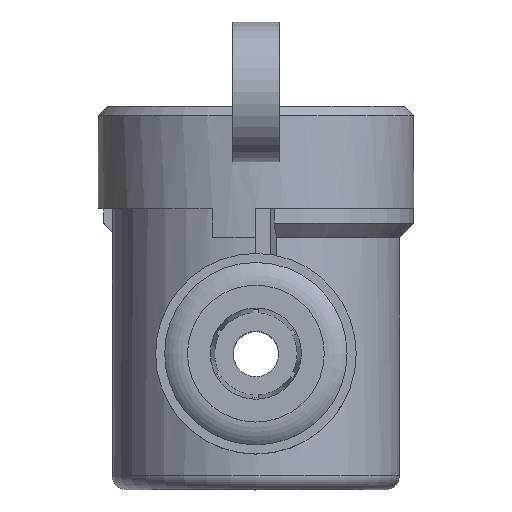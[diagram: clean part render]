
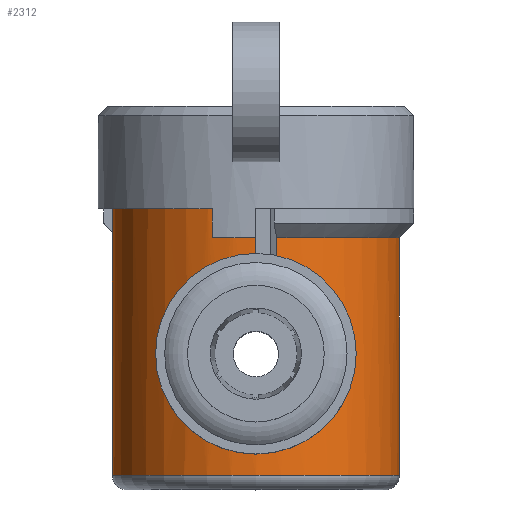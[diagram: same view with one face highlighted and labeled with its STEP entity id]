
A CAD part, top view. The second image highlights one B-rep face of the part: STEP entity #2312.
In plain terms, the highlighted cylindrical face has radius 12.598 mm (diameter 25.197 mm), a full revolution.
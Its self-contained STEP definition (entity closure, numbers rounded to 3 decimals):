
#15=B_SPLINE_CURVE_WITH_KNOTS('',3,(#3670,#3671,#3672,#3673,#3674,#3675,
#3676,#3677,#3678,#3679,#3680,#3681,#3682,#3683,#3684,#3685,#3686,#3687,
#3688,#3689,#3690,#3691,#3692,#3693,#3694,#3695,#3696,#3697,#3698,#3699,
#3700,#3701,#3702,#3703),.UNSPECIFIED.,.T.,.F.,(4,2,2,2,2,2,2,2,2,2,2,2,
2,2,2,2,4),(0.,0.23,0.461,0.691,0.921,
1.15,1.38,1.611,1.841,2.072,
2.302,2.532,2.762,2.992,3.222,
3.452,3.682),.UNSPECIFIED.);
#16=B_SPLINE_CURVE_WITH_KNOTS('',3,(#3749,#3750,#3751,#3752,#3753,#3754,
#3755,#3756,#3757,#3758,#3759,#3760,#3761,#3762,#3763,#3764,#3765,#3766),
 .UNSPECIFIED.,.F.,.F.,(4,2,2,2,2,2,2,2,4),(0.921,1.15,
1.38,1.611,1.841,2.072,2.302,
2.532,2.762),.UNSPECIFIED.);
#17=B_SPLINE_CURVE_WITH_KNOTS('',3,(#3777,#3778,#3779,#3780,#3781,#3782,
#3783,#3784,#3785,#3786,#3787,#3788,#3789,#3790,#3791,#3792,#3793,#3794,
#3795),.UNSPECIFIED.,.F.,.F.,(4,2,2,2,3,2,2,2,4),(-0.741,-0.691,
-0.461,-0.23,0.,0.23,0.461,
0.691,0.921),.UNSPECIFIED.);
#93=FACE_BOUND('',#414,.T.);
#271=FACE_OUTER_BOUND('',#413,.T.);
#413=EDGE_LOOP('',(#1820,#1821,#1822,#1823,#1824,#1825,#1826,#1827,#1828,
#1829,#1830));
#414=EDGE_LOOP('',(#1831));
#605=LINE('',#3747,#766);
#606=LINE('',#3768,#767);
#607=LINE('',#3772,#768);
#608=LINE('',#3776,#769);
#766=VECTOR('',#3024,12.598);
#767=VECTOR('',#3025,1000.);
#768=VECTOR('',#3028,1000.);
#769=VECTOR('',#3031,1000.);
#867=CIRCLE('',#2485,12.598);
#868=CIRCLE('',#2486,12.598);
#899=CIRCLE('',#2535,12.598);
#900=CIRCLE('',#2536,12.598);
#1038=VERTEX_POINT('',#3616);
#1039=VERTEX_POINT('',#3617);
#1055=VERTEX_POINT('',#3668);
#1069=VERTEX_POINT('',#3746);
#1070=VERTEX_POINT('',#3748);
#1071=VERTEX_POINT('',#3767);
#1072=VERTEX_POINT('',#3769);
#1073=VERTEX_POINT('',#3771);
#1074=VERTEX_POINT('',#3773);
#1075=VERTEX_POINT('',#3775);
#1302=EDGE_CURVE('',#1038,#1039,#867,.T.);
#1303=EDGE_CURVE('',#1039,#1038,#868,.T.);
#1329=EDGE_CURVE('',#1055,#1055,#15,.T.);
#1351=EDGE_CURVE('',#1038,#1069,#605,.T.);
#1352=EDGE_CURVE('',#1069,#1070,#16,.T.);
#1353=EDGE_CURVE('',#1070,#1071,#606,.T.);
#1354=EDGE_CURVE('',#1071,#1072,#899,.T.);
#1355=EDGE_CURVE('',#1073,#1072,#607,.T.);
#1356=EDGE_CURVE('',#1074,#1073,#900,.T.);
#1357=EDGE_CURVE('',#1075,#1074,#608,.T.);
#1358=EDGE_CURVE('',#1075,#1069,#17,.T.);
#1820=ORIENTED_EDGE('',*,*,#1302,.T.);
#1821=ORIENTED_EDGE('',*,*,#1303,.T.);
#1822=ORIENTED_EDGE('',*,*,#1351,.T.);
#1823=ORIENTED_EDGE('',*,*,#1352,.T.);
#1824=ORIENTED_EDGE('',*,*,#1353,.T.);
#1825=ORIENTED_EDGE('',*,*,#1354,.T.);
#1826=ORIENTED_EDGE('',*,*,#1355,.F.);
#1827=ORIENTED_EDGE('',*,*,#1356,.F.);
#1828=ORIENTED_EDGE('',*,*,#1357,.F.);
#1829=ORIENTED_EDGE('',*,*,#1358,.T.);
#1830=ORIENTED_EDGE('',*,*,#1351,.F.);
#1831=ORIENTED_EDGE('',*,*,#1329,.T.);
#2249=CYLINDRICAL_SURFACE('',#2534,12.598);
#2312=ADVANCED_FACE('',(#271,#93),#2249,.T.);
#2485=AXIS2_PLACEMENT_3D('',#3618,#2909,#2910);
#2486=AXIS2_PLACEMENT_3D('',#3619,#2911,#2912);
#2534=AXIS2_PLACEMENT_3D('',#3745,#3022,#3023);
#2535=AXIS2_PLACEMENT_3D('',#3770,#3026,#3027);
#2536=AXIS2_PLACEMENT_3D('',#3774,#3029,#3030);
#2909=DIRECTION('center_axis',(0.,1.,0.));
#2910=DIRECTION('ref_axis',(0.,0.,1.));
#2911=DIRECTION('center_axis',(0.,1.,0.));
#2912=DIRECTION('ref_axis',(0.,0.,1.));
#3022=DIRECTION('center_axis',(0.,-1.,0.));
#3023=DIRECTION('ref_axis',(0.,0.,-1.));
#3024=DIRECTION('',(0.,1.,0.));
#3025=DIRECTION('',(0.,1.,0.));
#3026=DIRECTION('center_axis',(0.,-1.,0.));
#3027=DIRECTION('ref_axis',(0.,0.,-1.));
#3028=DIRECTION('',(0.,1.,0.));
#3029=DIRECTION('center_axis',(0.,1.,0.));
#3030=DIRECTION('ref_axis',(0.,0.,1.));
#3031=DIRECTION('',(0.,1.,0.));
#3616=CARTESIAN_POINT('',(0.,-10.63,12.598));
#3617=CARTESIAN_POINT('',(0.,-10.63,-12.598));
#3618=CARTESIAN_POINT('Origin',(0.,-10.63,0.));
#3619=CARTESIAN_POINT('Origin',(0.,-10.63,0.));
#3668=CARTESIAN_POINT('',(0.,-6.,-12.598));
#3670=CARTESIAN_POINT('Ctrl Pts',(6.,0.,-11.078));
#3671=CARTESIAN_POINT('Ctrl Pts',(6.,0.768,-11.078));
#3672=CARTESIAN_POINT('Ctrl Pts',(5.844,1.577,-11.166));
#3673=CARTESIAN_POINT('Ctrl Pts',(5.228,3.05,-11.467));
#3674=CARTESIAN_POINT('Ctrl Pts',(4.769,3.716,-11.674));
#3675=CARTESIAN_POINT('Ctrl Pts',(3.717,4.768,-12.05));
#3676=CARTESIAN_POINT('Ctrl Pts',(3.051,5.228,-12.246));
#3677=CARTESIAN_POINT('Ctrl Pts',(1.576,5.844,-12.522));
#3678=CARTESIAN_POINT('Ctrl Pts',(0.766,6.,-12.598));
#3679=CARTESIAN_POINT('Ctrl Pts',(-0.766,6.,-12.598));
#3680=CARTESIAN_POINT('Ctrl Pts',(-1.576,5.844,-12.522));
#3681=CARTESIAN_POINT('Ctrl Pts',(-3.051,5.228,-12.246));
#3682=CARTESIAN_POINT('Ctrl Pts',(-3.717,4.768,-12.05));
#3683=CARTESIAN_POINT('Ctrl Pts',(-4.769,3.716,-11.674));
#3684=CARTESIAN_POINT('Ctrl Pts',(-5.228,3.05,-11.467));
#3685=CARTESIAN_POINT('Ctrl Pts',(-5.844,1.577,-11.166));
#3686=CARTESIAN_POINT('Ctrl Pts',(-6.,0.768,-11.078));
#3687=CARTESIAN_POINT('Ctrl Pts',(-6.,-0.768,-11.078));
#3688=CARTESIAN_POINT('Ctrl Pts',(-5.844,-1.577,-11.166));
#3689=CARTESIAN_POINT('Ctrl Pts',(-5.228,-3.05,-11.467));
#3690=CARTESIAN_POINT('Ctrl Pts',(-4.769,-3.716,-11.674));
#3691=CARTESIAN_POINT('Ctrl Pts',(-3.717,-4.768,-12.05));
#3692=CARTESIAN_POINT('Ctrl Pts',(-3.051,-5.228,-12.246));
#3693=CARTESIAN_POINT('Ctrl Pts',(-1.576,-5.844,-12.522));
#3694=CARTESIAN_POINT('Ctrl Pts',(-0.766,-6.,
-12.598));
#3695=CARTESIAN_POINT('Ctrl Pts',(0.766,-6.,-12.598));
#3696=CARTESIAN_POINT('Ctrl Pts',(1.576,-5.844,-12.522));
#3697=CARTESIAN_POINT('Ctrl Pts',(3.051,-5.228,-12.246));
#3698=CARTESIAN_POINT('Ctrl Pts',(3.717,-4.768,-12.05));
#3699=CARTESIAN_POINT('Ctrl Pts',(4.769,-3.716,-11.674));
#3700=CARTESIAN_POINT('Ctrl Pts',(5.228,-3.05,-11.467));
#3701=CARTESIAN_POINT('Ctrl Pts',(5.844,-1.577,-11.166));
#3702=CARTESIAN_POINT('Ctrl Pts',(6.,-0.768,-11.078));
#3703=CARTESIAN_POINT('Ctrl Pts',(6.,0.,
-11.078));
#3745=CARTESIAN_POINT('Origin',(0.,-11.89,0.));
#3746=CARTESIAN_POINT('',(0.,-6.,12.598));
#3747=CARTESIAN_POINT('',(0.,-11.89,12.598));
#3748=CARTESIAN_POINT('',(0.,6.,12.598));
#3749=CARTESIAN_POINT('Ctrl Pts',(0.,-6.,
12.598));
#3750=CARTESIAN_POINT('Ctrl Pts',(-0.766,-6.,
12.598));
#3751=CARTESIAN_POINT('Ctrl Pts',(-1.576,-5.844,12.522));
#3752=CARTESIAN_POINT('Ctrl Pts',(-3.051,-5.228,12.246));
#3753=CARTESIAN_POINT('Ctrl Pts',(-3.717,-4.768,12.05));
#3754=CARTESIAN_POINT('Ctrl Pts',(-4.769,-3.716,11.674));
#3755=CARTESIAN_POINT('Ctrl Pts',(-5.228,-3.05,11.467));
#3756=CARTESIAN_POINT('Ctrl Pts',(-5.844,-1.577,11.166));
#3757=CARTESIAN_POINT('Ctrl Pts',(-6.,-0.768,11.078));
#3758=CARTESIAN_POINT('Ctrl Pts',(-6.,0.768,11.078));
#3759=CARTESIAN_POINT('Ctrl Pts',(-5.844,1.577,11.166));
#3760=CARTESIAN_POINT('Ctrl Pts',(-5.228,3.05,11.467));
#3761=CARTESIAN_POINT('Ctrl Pts',(-4.769,3.716,11.674));
#3762=CARTESIAN_POINT('Ctrl Pts',(-3.717,4.768,12.05));
#3763=CARTESIAN_POINT('Ctrl Pts',(-3.051,5.228,12.246));
#3764=CARTESIAN_POINT('Ctrl Pts',(-1.576,5.844,12.522));
#3765=CARTESIAN_POINT('Ctrl Pts',(-0.766,6.,12.598));
#3766=CARTESIAN_POINT('Ctrl Pts',(0.,6.,12.598));
#3767=CARTESIAN_POINT('',(0.,12.752,12.598));
#3768=CARTESIAN_POINT('',(0.,-11.89,12.598));
#3769=CARTESIAN_POINT('',(-12.008,12.752,-3.81));
#3770=CARTESIAN_POINT('Origin',(0.,12.752,0.));
#3771=CARTESIAN_POINT('',(-12.008,10.212,-3.81));
#3772=CARTESIAN_POINT('',(-12.008,10.212,-3.81));
#3773=CARTESIAN_POINT('',(1.823,10.212,12.466));
#3774=CARTESIAN_POINT('Origin',(0.,10.212,0.));
#3775=CARTESIAN_POINT('',(1.823,5.716,12.466));
#3776=CARTESIAN_POINT('',(1.823,-11.891,12.466));
#3777=CARTESIAN_POINT('Ctrl Pts',(1.823,5.716,12.466));
#3778=CARTESIAN_POINT('Ctrl Pts',(1.989,5.664,12.442));
#3779=CARTESIAN_POINT('Ctrl Pts',(2.153,5.603,12.414));
#3780=CARTESIAN_POINT('Ctrl Pts',(3.051,5.228,12.246));
#3781=CARTESIAN_POINT('Ctrl Pts',(3.717,4.768,12.05));
#3782=CARTESIAN_POINT('Ctrl Pts',(4.769,3.716,11.674));
#3783=CARTESIAN_POINT('Ctrl Pts',(5.228,3.05,11.467));
#3784=CARTESIAN_POINT('Ctrl Pts',(5.844,1.577,11.166));
#3785=CARTESIAN_POINT('Ctrl Pts',(6.,0.768,11.078));
#3786=CARTESIAN_POINT('Ctrl Pts',(6.,0.,11.078));
#3787=CARTESIAN_POINT('Ctrl Pts',(6.,-0.768,11.078));
#3788=CARTESIAN_POINT('Ctrl Pts',(5.844,-1.577,11.166));
#3789=CARTESIAN_POINT('Ctrl Pts',(5.228,-3.05,11.467));
#3790=CARTESIAN_POINT('Ctrl Pts',(4.769,-3.716,11.674));
#3791=CARTESIAN_POINT('Ctrl Pts',(3.717,-4.768,12.05));
#3792=CARTESIAN_POINT('Ctrl Pts',(3.051,-5.228,12.246));
#3793=CARTESIAN_POINT('Ctrl Pts',(1.576,-5.844,12.522));
#3794=CARTESIAN_POINT('Ctrl Pts',(0.766,-6.,12.598));
#3795=CARTESIAN_POINT('Ctrl Pts',(0.,-6.,
12.598));
